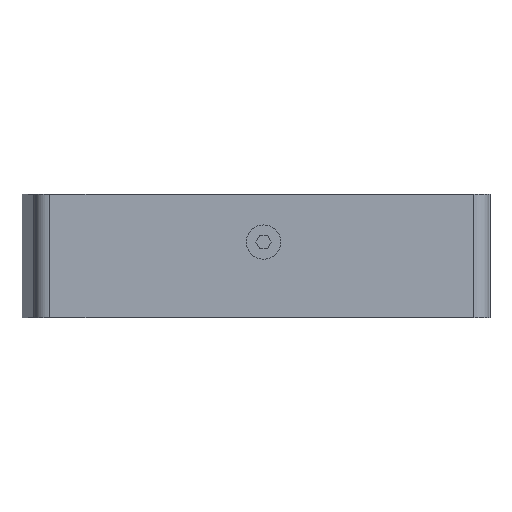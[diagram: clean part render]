
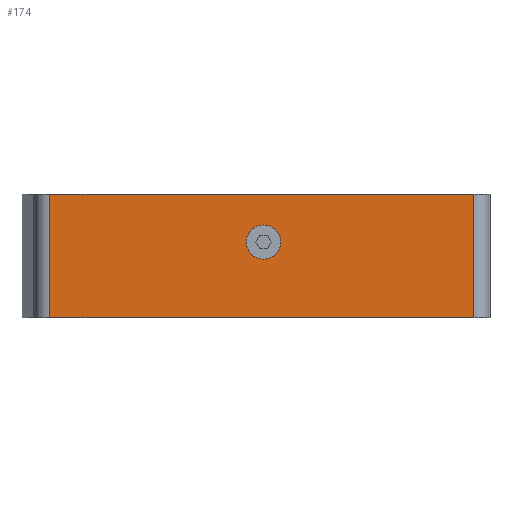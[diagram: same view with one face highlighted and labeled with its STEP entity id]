
A CAD part, left-side view. The second image highlights one B-rep face of the part: STEP entity #174.
In plain terms, the highlighted planar face has unit normal (-1, 0, 0).
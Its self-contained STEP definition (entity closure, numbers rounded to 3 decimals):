
#22 = CARTESIAN_POINT ( 'NONE',  ( -43., 41., 11.5 ) ) ;
#75 = CARTESIAN_POINT ( 'NONE',  ( -43., -38., -11.5 ) ) ;
#156 = LINE ( 'NONE', #1894, #4662 ) ;
#174 = ADVANCED_FACE ( 'NONE', ( #995, #3221 ), #4593, .F. ) ;
#330 = CIRCLE ( 'NONE', #3784, 3.2 ) ;
#406 = DIRECTION ( 'NONE',  ( 0., 0., -1. ) ) ;
#420 = DIRECTION ( 'NONE',  ( 0., 0., -1. ) ) ;
#561 = EDGE_CURVE ( 'NONE', #1045, #3338, #4100, .T. ) ;
#802 = ORIENTED_EDGE ( 'NONE', *, *, #4580, .F. ) ;
#957 = CARTESIAN_POINT ( 'NONE',  ( -43., 41., -11.5 ) ) ;
#986 = CARTESIAN_POINT ( 'NONE',  ( -43., 41., 11.5 ) ) ;
#995 = FACE_OUTER_BOUND ( 'NONE', #1075, .T. ) ;
#1045 = VERTEX_POINT ( 'NONE', #1615 ) ;
#1061 = VECTOR ( 'NONE', #2057, 1000. ) ;
#1075 = EDGE_LOOP ( 'NONE', ( #1616, #4436, #1862, #802 ) ) ;
#1162 = CARTESIAN_POINT ( 'NONE',  ( -43., 41., 11.5 ) ) ;
#1403 = DIRECTION ( 'NONE',  ( 0., 0., -1. ) ) ;
#1594 = EDGE_CURVE ( 'NONE', #4109, #4619, #2885, .T. ) ;
#1615 = CARTESIAN_POINT ( 'NONE',  ( -43., -38., 11.5 ) ) ;
#1616 = ORIENTED_EDGE ( 'NONE', *, *, #3866, .T. ) ;
#1655 = CARTESIAN_POINT ( 'NONE',  ( -43., 1.2, 2.6 ) ) ;
#1678 = DIRECTION ( 'NONE',  ( 1., 0., 0. ) ) ;
#1862 = ORIENTED_EDGE ( 'NONE', *, *, #561, .F. ) ;
#1894 = CARTESIAN_POINT ( 'NONE',  ( -43., 41., 11.5 ) ) ;
#1925 = DIRECTION ( 'NONE',  ( 1., 0., 0. ) ) ;
#2057 = DIRECTION ( 'NONE',  ( 0., -1., 0. ) ) ;
#2124 = CARTESIAN_POINT ( 'NONE',  ( -43., 1.2, -0.6 ) ) ;
#2158 = EDGE_CURVE ( 'NONE', #2664, #3338, #4051, .T. ) ;
#2175 = DIRECTION ( 'NONE',  ( 0., 0., -1. ) ) ;
#2400 = CARTESIAN_POINT ( 'NONE',  ( -43., 41., -11.5 ) ) ;
#2411 = ORIENTED_EDGE ( 'NONE', *, *, #1594, .T. ) ;
#2664 = VERTEX_POINT ( 'NONE', #2400 ) ;
#2684 = AXIS2_PLACEMENT_3D ( 'NONE', #1655, #1678, #4312 ) ;
#2885 = CIRCLE ( 'NONE', #2684, 3.2 ) ;
#2904 = CARTESIAN_POINT ( 'NONE',  ( -43., -38., 11.5 ) ) ;
#3120 = AXIS2_PLACEMENT_3D ( 'NONE', #1162, #1925, #420 ) ;
#3199 = CARTESIAN_POINT ( 'NONE',  ( -43., 1.2, 5.8 ) ) ;
#3221 = FACE_BOUND ( 'NONE', #4836, .T. ) ;
#3338 = VERTEX_POINT ( 'NONE', #75 ) ;
#3386 = DIRECTION ( 'NONE',  ( 0., -1., 0. ) ) ;
#3428 = ORIENTED_EDGE ( 'NONE', *, *, #3678, .T. ) ;
#3562 = VERTEX_POINT ( 'NONE', #986 ) ;
#3667 = DIRECTION ( 'NONE',  ( 1., 0., 0. ) ) ;
#3678 = EDGE_CURVE ( 'NONE', #4619, #4109, #330, .T. ) ;
#3731 = VECTOR ( 'NONE', #3386, 1000. ) ;
#3784 = AXIS2_PLACEMENT_3D ( 'NONE', #4066, #3667, #1403 ) ;
#3866 = EDGE_CURVE ( 'NONE', #3562, #2664, #156, .T. ) ;
#4051 = LINE ( 'NONE', #957, #1061 ) ;
#4066 = CARTESIAN_POINT ( 'NONE',  ( -43., 1.2, 2.6 ) ) ;
#4100 = LINE ( 'NONE', #2904, #4281 ) ;
#4109 = VERTEX_POINT ( 'NONE', #2124 ) ;
#4281 = VECTOR ( 'NONE', #2175, 1000. ) ;
#4312 = DIRECTION ( 'NONE',  ( 0., 0., -1. ) ) ;
#4436 = ORIENTED_EDGE ( 'NONE', *, *, #2158, .T. ) ;
#4568 = LINE ( 'NONE', #22, #3731 ) ;
#4580 = EDGE_CURVE ( 'NONE', #3562, #1045, #4568, .T. ) ;
#4593 = PLANE ( 'NONE',  #3120 ) ;
#4619 = VERTEX_POINT ( 'NONE', #3199 ) ;
#4662 = VECTOR ( 'NONE', #406, 1000. ) ;
#4836 = EDGE_LOOP ( 'NONE', ( #3428, #2411 ) ) ;
